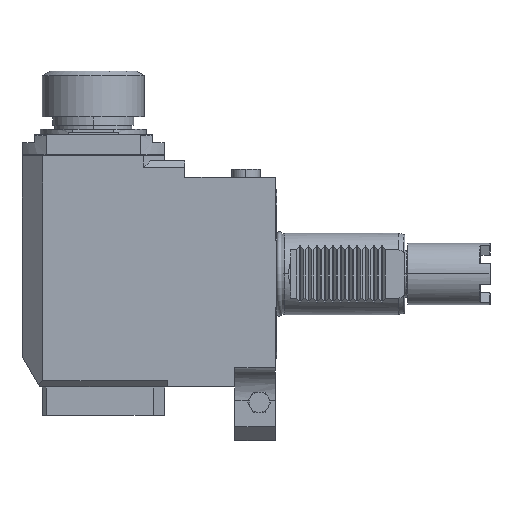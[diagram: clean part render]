
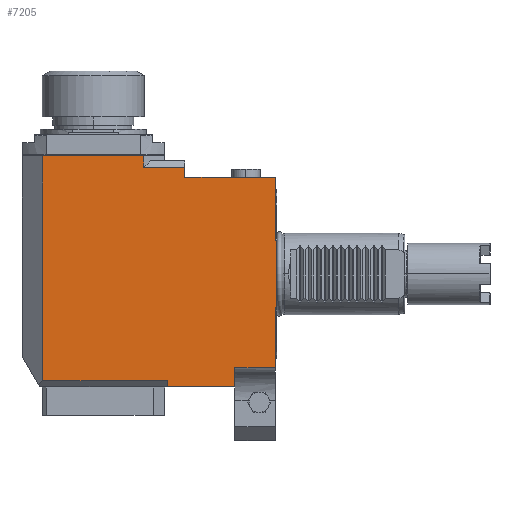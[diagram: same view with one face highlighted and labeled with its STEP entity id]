
A CAD part, front view. The second image highlights one B-rep face of the part: STEP entity #7205.
In plain terms, the highlighted planar face has unit normal (0, -1, 0).
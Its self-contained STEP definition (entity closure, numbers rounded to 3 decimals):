
#1186=DIRECTION('',(0.,0.,-1.));
#1187=VECTOR('',#1186,110.5);
#1188=CARTESIAN_POINT('',(-114.812,-38.,58.));
#1189=LINE('',#1188,#1187);
#1190=DIRECTION('',(1.,0.,0.));
#1191=VECTOR('',#1190,49.625);
#1192=CARTESIAN_POINT('',(-114.812,-38.,58.));
#1193=LINE('',#1192,#1191);
#1194=DIRECTION('',(-1.,0.,0.));
#1195=VECTOR('',#1194,20.188);
#1196=CARTESIAN_POINT('',(-45.,-38.,52.5));
#1197=LINE('',#1196,#1195);
#1198=DIRECTION('',(0.,0.,1.));
#1199=VECTOR('',#1198,30.819);
#1200=CARTESIAN_POINT('',(-0.5,-38.,16.681));
#1201=LINE('',#1200,#1199);
#1202=DIRECTION('',(-1.,0.,0.));
#1203=VECTOR('',#1202,0.5);
#1204=CARTESIAN_POINT('',(0.,-38.,16.681));
#1205=LINE('',#1204,#1203);
#1206=DIRECTION('',(0.,0.,1.));
#1207=VECTOR('',#1206,33.362);
#1208=CARTESIAN_POINT('',(0.,-38.,-16.681));
#1209=LINE('',#1208,#1207);
#1210=DIRECTION('',(-1.,0.,0.));
#1211=VECTOR('',#1210,0.5);
#1212=CARTESIAN_POINT('',(0.,-38.,-16.681));
#1213=LINE('',#1212,#1211);
#1214=DIRECTION('',(0.,0.,-1.));
#1215=VECTOR('',#1214,29.319);
#1216=CARTESIAN_POINT('',(-0.5,-38.,-16.681));
#1217=LINE('',#1216,#1215);
#1218=DIRECTION('',(1.,0.,0.));
#1219=VECTOR('',#1218,20.);
#1220=CARTESIAN_POINT('',(-20.5,-38.,-46.));
#1221=LINE('',#1220,#1219);
#1222=DIRECTION('',(0.,0.,1.));
#1223=VECTOR('',#1222,9.5);
#1224=CARTESIAN_POINT('',(-20.5,-38.,-55.5));
#1225=LINE('',#1224,#1223);
#1226=DIRECTION('',(-1.,0.,0.));
#1227=VECTOR('',#1226,33.);
#1228=CARTESIAN_POINT('',(-20.5,-38.,-55.5));
#1229=LINE('',#1228,#1227);
#1234=DIRECTION('',(0.,0.,-1.));
#1235=VECTOR('',#1234,3.);
#1236=CARTESIAN_POINT('',(-53.5,-38.,-52.5));
#1237=LINE('',#1236,#1235);
#1254=DIRECTION('',(1.,0.,0.));
#1255=VECTOR('',#1254,61.312);
#1256=CARTESIAN_POINT('',(-114.812,-38.,-52.5));
#1257=LINE('',#1256,#1255);
#1394=DIRECTION('',(-1.,0.,0.));
#1395=VECTOR('',#1394,44.5);
#1396=CARTESIAN_POINT('',(-0.5,-38.,47.5));
#1397=LINE('',#1396,#1395);
#1408=DIRECTION('',(0.,0.,-1.));
#1409=VECTOR('',#1408,5.);
#1410=CARTESIAN_POINT('',(-45.,-38.,52.5));
#1411=LINE('',#1410,#1409);
#1498=DIRECTION('',(0.,0.,1.));
#1499=VECTOR('',#1498,5.5);
#1500=CARTESIAN_POINT('',(-65.188,-38.,52.5));
#1501=LINE('',#1500,#1499);
#5306=CARTESIAN_POINT('',(-0.5,-38.,47.5));
#5308=VERTEX_POINT('',#5306);
#5318=CARTESIAN_POINT('',(-0.5,-38.,16.681));
#5319=VERTEX_POINT('',#5318);
#5320=CARTESIAN_POINT('',(0.,-38.,-16.681));
#5321=CARTESIAN_POINT('',(-0.5,-38.,-16.681));
#5322=VERTEX_POINT('',#5320);
#5323=VERTEX_POINT('',#5321);
#5324=CARTESIAN_POINT('',(0.,-38.,16.681));
#5325=VERTEX_POINT('',#5324);
#5341=CARTESIAN_POINT('',(-20.5,-38.,-55.5));
#5343=VERTEX_POINT('',#5341);
#5344=CARTESIAN_POINT('',(-20.5,-38.,-46.));
#5345=VERTEX_POINT('',#5344);
#5400=CARTESIAN_POINT('',(-0.5,-38.,-46.));
#5401=VERTEX_POINT('',#5400);
#5412=CARTESIAN_POINT('',(-53.5,-38.,-55.5));
#5413=VERTEX_POINT('',#5412);
#5418=CARTESIAN_POINT('',(-114.812,-38.,58.));
#5420=VERTEX_POINT('',#5418);
#5430=CARTESIAN_POINT('',(-114.812,-38.,-52.5));
#5431=VERTEX_POINT('',#5430);
#5448=CARTESIAN_POINT('',(-65.188,-38.,58.));
#5449=VERTEX_POINT('',#5448);
#5462=CARTESIAN_POINT('',(-45.,-38.,52.5));
#5463=VERTEX_POINT('',#5462);
#5464=CARTESIAN_POINT('',(-65.188,-38.,52.5));
#5465=VERTEX_POINT('',#5464);
#5467=CARTESIAN_POINT('',(-53.5,-38.,-52.5));
#5469=VERTEX_POINT('',#5467);
#5474=CARTESIAN_POINT('',(-45.,-38.,47.5));
#5476=VERTEX_POINT('',#5474);
#7168=CARTESIAN_POINT('',(-53.5,-38.,-55.5));
#7169=DIRECTION('',(0.,-1.,0.));
#7170=DIRECTION('',(0.,0.,1.));
#7171=AXIS2_PLACEMENT_3D('',#7168,#7169,#7170);
#7172=PLANE('',#7171);
#7174=ORIENTED_EDGE('',*,*,#7173,.F.);
#7176=ORIENTED_EDGE('',*,*,#7175,.F.);
#7178=ORIENTED_EDGE('',*,*,#7177,.F.);
#7180=ORIENTED_EDGE('',*,*,#7179,.T.);
#7182=ORIENTED_EDGE('',*,*,#7181,.F.);
#7184=ORIENTED_EDGE('',*,*,#7183,.F.);
#7186=ORIENTED_EDGE('',*,*,#7185,.T.);
#7188=ORIENTED_EDGE('',*,*,#7187,.F.);
#7190=ORIENTED_EDGE('',*,*,#7189,.F.);
#7191=ORIENTED_EDGE('',*,*,#7159,.F.);
#7192=ORIENTED_EDGE('',*,*,#7144,.F.);
#7194=ORIENTED_EDGE('',*,*,#7193,.T.);
#7196=ORIENTED_EDGE('',*,*,#7195,.T.);
#7198=ORIENTED_EDGE('',*,*,#7197,.F.);
#7200=ORIENTED_EDGE('',*,*,#7199,.F.);
#7202=ORIENTED_EDGE('',*,*,#7201,.T.);
#7203=EDGE_LOOP('',(#7174,#7176,#7178,#7180,#7182,#7184,#7186,#7188,#7190,#7191,
#7192,#7194,#7196,#7198,#7200,#7202));
#7204=FACE_OUTER_BOUND('',#7203,.F.);
#7205=ADVANCED_FACE('',(#7204),#7172,.T.);
#7144=EDGE_CURVE('',#5322,#5325,#1209,.T.);
#7159=EDGE_CURVE('',#5325,#5319,#1205,.T.);
#7173=EDGE_CURVE('',#5469,#5413,#1237,.T.);
#7175=EDGE_CURVE('',#5431,#5469,#1257,.T.);
#7177=EDGE_CURVE('',#5420,#5431,#1189,.T.);
#7179=EDGE_CURVE('',#5420,#5449,#1193,.T.);
#7181=EDGE_CURVE('',#5465,#5449,#1501,.T.);
#7183=EDGE_CURVE('',#5463,#5465,#1197,.T.);
#7185=EDGE_CURVE('',#5463,#5476,#1411,.T.);
#7187=EDGE_CURVE('',#5308,#5476,#1397,.T.);
#7189=EDGE_CURVE('',#5319,#5308,#1201,.T.);
#7193=EDGE_CURVE('',#5322,#5323,#1213,.T.);
#7195=EDGE_CURVE('',#5323,#5401,#1217,.T.);
#7197=EDGE_CURVE('',#5345,#5401,#1221,.T.);
#7199=EDGE_CURVE('',#5343,#5345,#1225,.T.);
#7201=EDGE_CURVE('',#5343,#5413,#1229,.T.);
